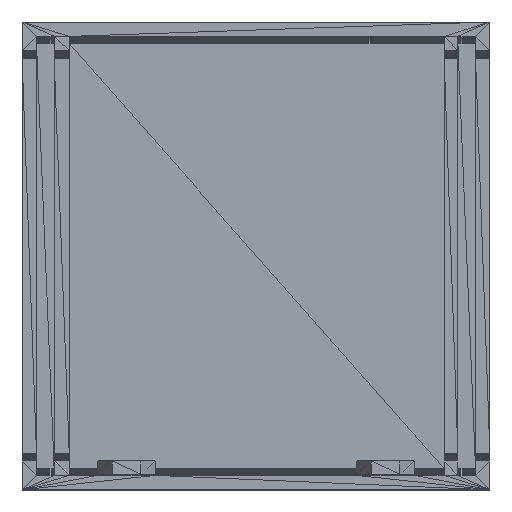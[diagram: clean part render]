
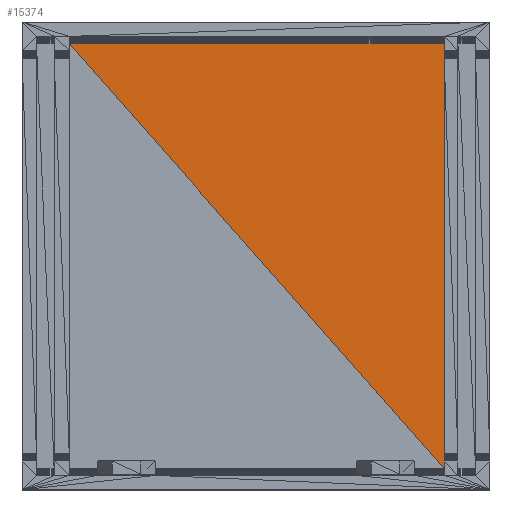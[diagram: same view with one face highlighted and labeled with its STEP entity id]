
A CAD part, top view. The second image highlights one B-rep face of the part: STEP entity #15374.
In plain terms, the highlighted planar face has unit normal (0, 0, 1).
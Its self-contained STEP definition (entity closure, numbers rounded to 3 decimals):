
#15374 = ADVANCED_FACE('',(#15375),#15401,.T.);
#15375 = FACE_BOUND('',#15376,.T.);
#15376 = EDGE_LOOP('',(#15377,#15387,#15395));
#15377 = ORIENTED_EDGE('',*,*,#15378,.T.);
#15378 = EDGE_CURVE('',#15379,#15381,#15383,.T.);
#15379 = VERTEX_POINT('',#15380);
#15380 = CARTESIAN_POINT('',(117.298,124.,4.1));
#15381 = VERTEX_POINT('',#15382);
#15382 = CARTESIAN_POINT('',(13.097,124.,4.1));
#15383 = LINE('',#15384,#15385);
#15384 = CARTESIAN_POINT('',(117.298,124.,4.1));
#15385 = VECTOR('',#15386,1.);
#15386 = DIRECTION('',(-1.,0.,0.));
#15387 = ORIENTED_EDGE('',*,*,#15388,.T.);
#15388 = EDGE_CURVE('',#15381,#15389,#15391,.T.);
#15389 = VERTEX_POINT('',#15390);
#15390 = CARTESIAN_POINT('',(117.298,6.,4.1));
#15391 = LINE('',#15392,#15393);
#15392 = CARTESIAN_POINT('',(13.097,124.,4.1));
#15393 = VECTOR('',#15394,1.);
#15394 = DIRECTION('',(0.662,-0.75,0.));
#15395 = ORIENTED_EDGE('',*,*,#15396,.T.);
#15396 = EDGE_CURVE('',#15389,#15379,#15397,.T.);
#15397 = LINE('',#15398,#15399);
#15398 = CARTESIAN_POINT('',(117.298,6.,4.1));
#15399 = VECTOR('',#15400,1.);
#15400 = DIRECTION('',(0.,1.,0.));
#15401 = PLANE('',#15402);
#15402 = AXIS2_PLACEMENT_3D('',#15403,#15404,#15405);
#15403 = CARTESIAN_POINT('',(81.392,81.195,
    4.1));
#15404 = DIRECTION('',(0.,0.,1.));
#15405 = DIRECTION('',(0.,1.,0.));
